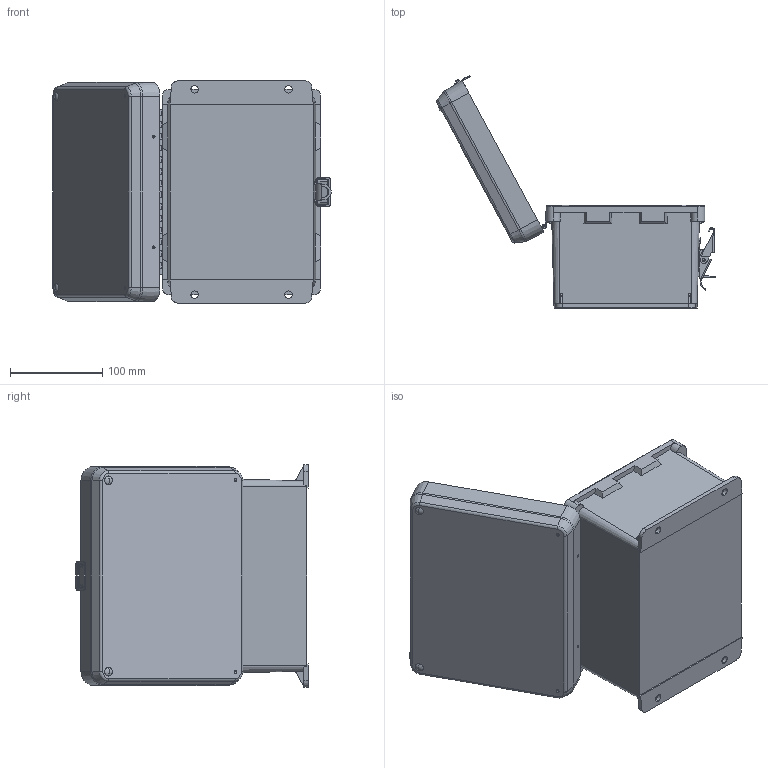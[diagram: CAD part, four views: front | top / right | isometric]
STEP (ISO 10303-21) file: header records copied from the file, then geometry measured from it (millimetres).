
FILE_DESCRIPTION (( 'STEP AP214' ), '1' );
FILE_NAME ('NB080604.STEP', '2012-11-08T14:17:49', ( '' ), ( '' ), 'SwSTEP 2.0', 'SolidWorks 2012', '' );
FILE_SCHEMA (( 'AUTOMOTIVE_DESIGN' ));
Length unit declared in the file: inch
Products named in the file (6): NB080604-DoorClasp-2; NB080604-DoorClasp-1; NB080604-Hinge; NB080604_lid; NB080604_box; NB080604
Assembly tree (6 placements, depth 2):
  NB080604
    NB080604_box
    NB080604_lid
    NB080604-Hinge  x2
    NB080604-DoorClasp-1
    NB080604-DoorClasp-2
Bounding box: 301.16 x 251.57 x 240.87 mm (x, y, z)
Volume: 709232.5 mm3; surface area: 415050.2 mm2
Topology: 9 solids, 11 shells, 1262 faces, 3158 edges, 1951 vertices
Faces by surface type: plane 427, cylinder 401, cone 318, torus 72, bspline 40, sphere 4
Entity records: 38394 total; most frequent: CARTESIAN_POINT 7112, DIRECTION 5896, ORIENTED_EDGE 5564, EDGE_CURVE 2782, AXIS2_PLACEMENT_3D 2191, VERTEX_POINT 1711, LINE 1514, VECTOR 1514
